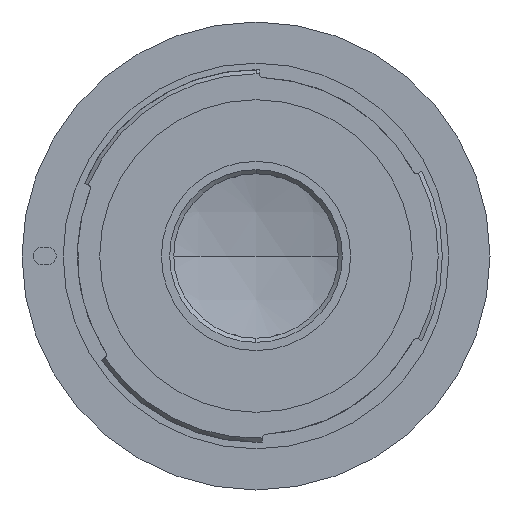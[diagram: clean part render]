
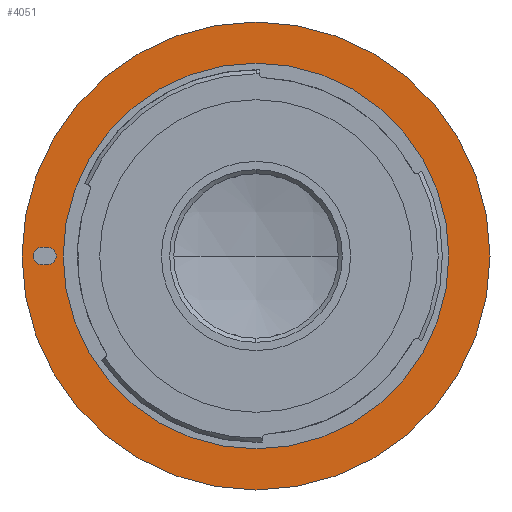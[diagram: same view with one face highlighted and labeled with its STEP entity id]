
A CAD part, left-side view. The second image highlights one B-rep face of the part: STEP entity #4051.
In plain terms, the highlighted planar face has unit normal (-1, 0, 0).
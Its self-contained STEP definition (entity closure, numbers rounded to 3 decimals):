
#53 = DIRECTION ( 'NONE',  ( -1., 0., 0. ) ) ;
#55 = EDGE_LOOP ( 'NONE', ( #641, #470, #3704, #205 ) ) ;
#99 = DIRECTION ( 'NONE',  ( -1., 0., 0. ) ) ;
#149 = CARTESIAN_POINT ( 'NONE',  ( -59.376, 25.35, -1.05 ) ) ;
#182 = FACE_BOUND ( 'NONE', #55, .T. ) ;
#201 = VERTEX_POINT ( 'NONE', #490 ) ;
#205 = ORIENTED_EDGE ( 'NONE', *, *, #983, .F. ) ;
#311 = CARTESIAN_POINT ( 'NONE',  ( -59.376, 0., -23.45 ) ) ;
#386 = EDGE_CURVE ( 'NONE', #5816, #201, #845, .T. ) ;
#409 = AXIS2_PLACEMENT_3D ( 'NONE', #1770, #4999, #2243 ) ;
#470 = ORIENTED_EDGE ( 'NONE', *, *, #386, .F. ) ;
#490 = CARTESIAN_POINT ( 'NONE',  ( -59.376, 25.35, 1.05 ) ) ;
#521 = DIRECTION ( 'NONE',  ( 1., 0., 0. ) ) ;
#629 = CARTESIAN_POINT ( 'NONE',  ( -59.376, 26.05, -1.05 ) ) ;
#641 = ORIENTED_EDGE ( 'NONE', *, *, #4199, .F. ) ;
#690 = AXIS2_PLACEMENT_3D ( 'NONE', #3279, #521, #3743 ) ;
#844 = CIRCLE ( 'NONE', #3982, 28.45 ) ;
#845 = CIRCLE ( 'NONE', #1688, 1.05 ) ;
#883 = CIRCLE ( 'NONE', #4336, 1.05 ) ;
#960 = PLANE ( 'NONE',  #690 ) ;
#983 = EDGE_CURVE ( 'NONE', #4628, #2517, #883, .T. ) ;
#1010 = ORIENTED_EDGE ( 'NONE', *, *, #5116, .T. ) ;
#1070 = CIRCLE ( 'NONE', #4824, 28.45 ) ;
#1159 = VECTOR ( 'NONE', #3374, 1000. ) ;
#1215 = CARTESIAN_POINT ( 'NONE',  ( -59.376, 0., -28.45 ) ) ;
#1524 = LINE ( 'NONE', #1624, #2747 ) ;
#1624 = CARTESIAN_POINT ( 'NONE',  ( -59.376, 25.35, 1.05 ) ) ;
#1688 = AXIS2_PLACEMENT_3D ( 'NONE', #4469, #1700, #4928 ) ;
#1700 = DIRECTION ( 'NONE',  ( -1., 0., 0. ) ) ;
#1770 = CARTESIAN_POINT ( 'NONE',  ( -59.376, 0., 0. ) ) ;
#2067 = CARTESIAN_POINT ( 'NONE',  ( -59.376, 26.05, 0. ) ) ;
#2207 = CIRCLE ( 'NONE', #409, 23.45 ) ;
#2216 = VERTEX_POINT ( 'NONE', #1215 ) ;
#2222 = CIRCLE ( 'NONE', #3038, 23.45 ) ;
#2243 = DIRECTION ( 'NONE',  ( 0., 0., -1. ) ) ;
#2406 = EDGE_CURVE ( 'NONE', #2517, #5816, #3614, .T. ) ;
#2437 = DIRECTION ( 'NONE',  ( -1., 0., 0. ) ) ;
#2517 = VERTEX_POINT ( 'NONE', #629 ) ;
#2519 = DIRECTION ( 'NONE',  ( 0., 0., -1. ) ) ;
#2747 = VECTOR ( 'NONE', #5823, 1000. ) ;
#2821 = CARTESIAN_POINT ( 'NONE',  ( -59.376, 0., 0. ) ) ;
#2838 = EDGE_LOOP ( 'NONE', ( #5622, #5761 ) ) ;
#2858 = CARTESIAN_POINT ( 'NONE',  ( -59.376, 0., 23.45 ) ) ;
#2860 = CARTESIAN_POINT ( 'NONE',  ( -59.376, 0., 0. ) ) ;
#3038 = AXIS2_PLACEMENT_3D ( 'NONE', #2821, #53, #3285 ) ;
#3173 = CARTESIAN_POINT ( 'NONE',  ( -59.376, 25.35, -1.05 ) ) ;
#3279 = CARTESIAN_POINT ( 'NONE',  ( -59.376, -23.45, 0. ) ) ;
#3285 = DIRECTION ( 'NONE',  ( 0., 0., -1. ) ) ;
#3328 = DIRECTION ( 'NONE',  ( 0., 0., -1. ) ) ;
#3333 = EDGE_CURVE ( 'NONE', #4614, #3745, #2222, .T. ) ;
#3374 = DIRECTION ( 'NONE',  ( 0., -1., 0. ) ) ;
#3424 = CARTESIAN_POINT ( 'NONE',  ( -59.376, 0., 28.45 ) ) ;
#3450 = EDGE_CURVE ( 'NONE', #5159, #2216, #844, .T. ) ;
#3564 = CARTESIAN_POINT ( 'NONE',  ( -59.376, 26.05, 1.05 ) ) ;
#3614 = LINE ( 'NONE', #149, #1159 ) ;
#3639 = EDGE_LOOP ( 'NONE', ( #1010, #4058 ) ) ;
#3704 = ORIENTED_EDGE ( 'NONE', *, *, #2406, .F. ) ;
#3743 = DIRECTION ( 'NONE',  ( 0., 0., 1. ) ) ;
#3745 = VERTEX_POINT ( 'NONE', #2858 ) ;
#3805 = EDGE_CURVE ( 'NONE', #3745, #4614, #2207, .T. ) ;
#3982 = AXIS2_PLACEMENT_3D ( 'NONE', #2860, #99, #3328 ) ;
#4051 = ADVANCED_FACE ( 'NONE', ( #182, #5095, #4942 ), #960, .F. ) ;
#4058 = ORIENTED_EDGE ( 'NONE', *, *, #3450, .T. ) ;
#4199 = EDGE_CURVE ( 'NONE', #201, #4628, #1524, .T. ) ;
#4336 = AXIS2_PLACEMENT_3D ( 'NONE', #2067, #5310, #2519 ) ;
#4469 = CARTESIAN_POINT ( 'NONE',  ( -59.376, 25.35, 0. ) ) ;
#4614 = VERTEX_POINT ( 'NONE', #311 ) ;
#4628 = VERTEX_POINT ( 'NONE', #3564 ) ;
#4824 = AXIS2_PLACEMENT_3D ( 'NONE', #5217, #2437, #5693 ) ;
#4928 = DIRECTION ( 'NONE',  ( 0., 0., -1. ) ) ;
#4942 = FACE_OUTER_BOUND ( 'NONE', #3639, .T. ) ;
#4999 = DIRECTION ( 'NONE',  ( -1., 0., 0. ) ) ;
#5095 = FACE_BOUND ( 'NONE', #2838, .T. ) ;
#5116 = EDGE_CURVE ( 'NONE', #2216, #5159, #1070, .T. ) ;
#5159 = VERTEX_POINT ( 'NONE', #3424 ) ;
#5217 = CARTESIAN_POINT ( 'NONE',  ( -59.376, 0., 0. ) ) ;
#5310 = DIRECTION ( 'NONE',  ( -1., 0., 0. ) ) ;
#5622 = ORIENTED_EDGE ( 'NONE', *, *, #3333, .F. ) ;
#5693 = DIRECTION ( 'NONE',  ( 0., 0., -1. ) ) ;
#5761 = ORIENTED_EDGE ( 'NONE', *, *, #3805, .F. ) ;
#5816 = VERTEX_POINT ( 'NONE', #3173 ) ;
#5823 = DIRECTION ( 'NONE',  ( 0., 1., 0. ) ) ;
